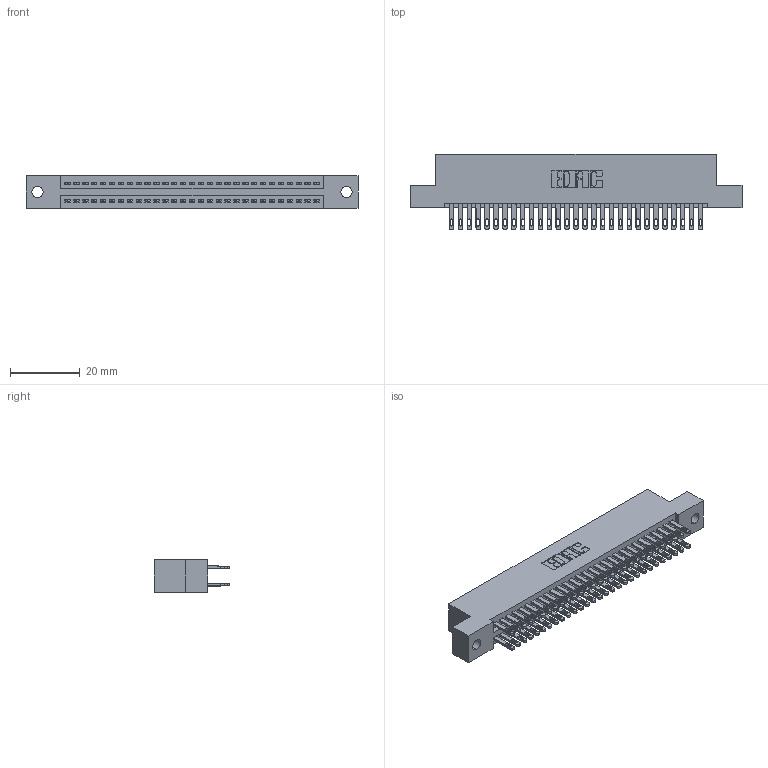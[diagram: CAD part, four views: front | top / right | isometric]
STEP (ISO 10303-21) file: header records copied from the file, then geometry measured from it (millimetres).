
FILE_DESCRIPTION (( 'STEP AP203' ), '1' );
FILE_NAME ('345-058-500-202.STEP', '2019-10-30T04:09:54', ( '' ), ( '' ), 'SwSTEP 2.0', 'SolidWorks 2016', '' );
FILE_SCHEMA (( 'CONFIG_CONTROL_DESIGN' ));
Length unit declared in the file: inch
Products named in the file (3): 345 Part_Flush Mounting Lugs - 0.128 Dia; 345-292-001_345-293-100; 345-058-500-202
Assembly tree (59 placements, depth 2):
  345-058-500-202
    345 Part_Flush Mounting Lugs - 0.128 Dia
    345-292-001_345-293-100  x58
Bounding box: 94.87 x 21.51 x 9.4 mm (x, y, z)
Volume: 9235.6 mm3; surface area: 13718.8 mm2
Topology: 59 solids, 59 shells, 2794 faces, 8519 edges, 5678 vertices
Faces by surface type: plane 1646, cylinder 1148
Entity records: 24437 total; most frequent: CARTESIAN_POINT 4108, ORIENTED_EDGE 4042, DIRECTION 3641, EDGE_CURVE 2021, LINE 1769, VECTOR 1769, VERTEX_POINT 1346, AXIS2_PLACEMENT_3D 936
